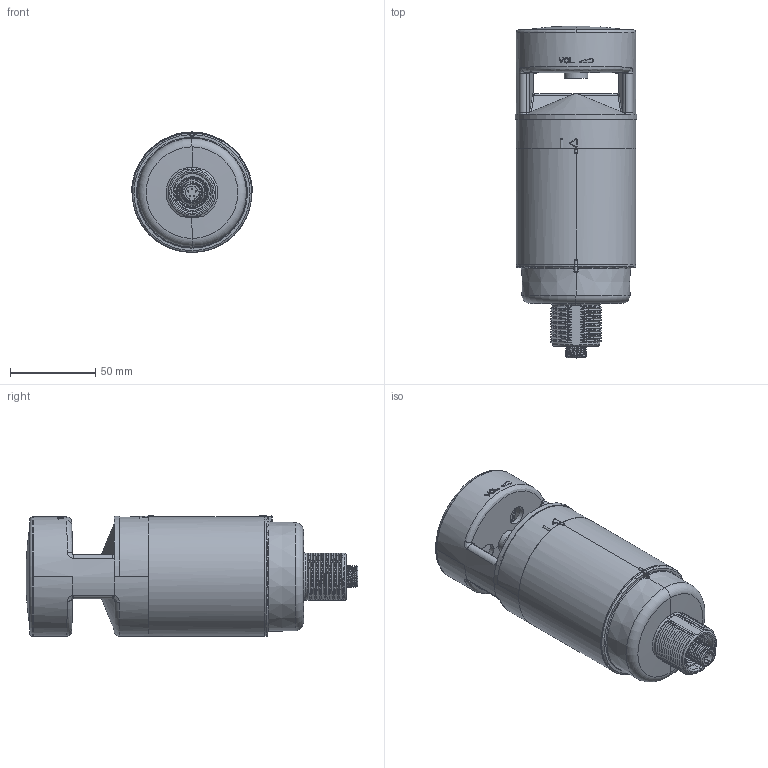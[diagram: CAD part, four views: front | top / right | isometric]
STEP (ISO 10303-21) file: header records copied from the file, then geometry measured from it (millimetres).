
FILE_DESCRIPTION((''),'2;1');
FILE_NAME('191437_ASM','2021-07-16T12:53:33',('PDMAdmin'),('BANNER ENGINEERING'),'CREO PARAMETRIC BY PTC INC, 2019292','CREO PARAMETRIC BY PTC INC, 2019292','');
FILE_SCHEMA(('CONFIG_CONTROL_DESIGN'));
Length unit declared in the file: millimetre
Products named in the file (7): 180077; 190540; 180306; 180308; 191171; 30498; 191437_ASM
Assembly tree (6 placements, depth 2):
  191437_ASM
    180077
    190540
    180306
    180308
    191171
    30498
Bounding box: 71 x 194.51 x 70.75 mm (x, y, z)
Volume: 168739 mm3; surface area: 116929.5 mm2
Topology: 6 solids, 7 shells, 1495 faces, 3621 edges, 2184 vertices
Faces by surface type: bspline 428, cylinder 419, plane 283, cone 141, torus 128, sphere 74, extrusion 22
Entity records: 87673 total; most frequent: CARTESIAN_POINT 56145, ORIENTED_EDGE 7226, DIRECTION 5595, EDGE_CURVE 3615, AXIS2_PLACEMENT_3D 2298, VERTEX_POINT 2184, EDGE_LOOP 1578, FACE_OUTER_BOUND 1495
